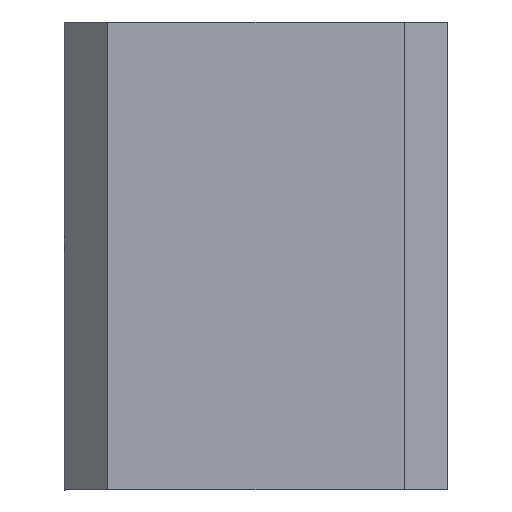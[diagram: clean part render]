
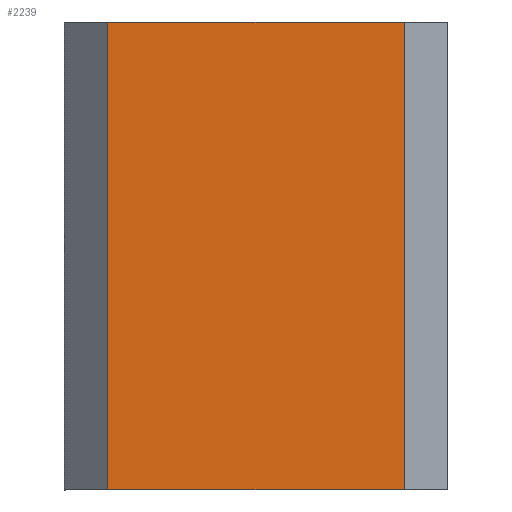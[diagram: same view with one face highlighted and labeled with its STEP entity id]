
A CAD part, front view. The second image highlights one B-rep face of the part: STEP entity #2239.
In plain terms, the highlighted planar face has unit normal (0, -1, 0).
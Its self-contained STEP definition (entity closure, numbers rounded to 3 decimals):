
#63=FACE_OUTER_BOUND('',#176,.T.);
#176=EDGE_LOOP('',(#1484,#1485,#1486,#1487));
#303=LINE('',#3104,#611);
#306=LINE('',#3110,#614);
#307=LINE('',#3112,#615);
#308=LINE('',#3113,#616);
#611=VECTOR('',#2514,10.);
#614=VECTOR('',#2519,10.);
#615=VECTOR('',#2520,10.);
#616=VECTOR('',#2521,10.);
#915=VERTEX_POINT('',#3101);
#916=VERTEX_POINT('',#3103);
#918=VERTEX_POINT('',#3109);
#919=VERTEX_POINT('',#3111);
#1140=EDGE_CURVE('',#915,#916,#303,.T.);
#1143=EDGE_CURVE('',#918,#915,#306,.T.);
#1144=EDGE_CURVE('',#919,#918,#307,.T.);
#1145=EDGE_CURVE('',#916,#919,#308,.T.);
#1484=ORIENTED_EDGE('',*,*,#1140,.F.);
#1485=ORIENTED_EDGE('',*,*,#1143,.F.);
#1486=ORIENTED_EDGE('',*,*,#1144,.F.);
#1487=ORIENTED_EDGE('',*,*,#1145,.F.);
#2136=PLANE('',#2354);
#2239=ADVANCED_FACE('',(#63),#2136,.T.);
#2354=AXIS2_PLACEMENT_3D('',#3108,#2517,#2518);
#2514=DIRECTION('',(0.,0.,-1.));
#2517=DIRECTION('center_axis',(0.,-1.,0.));
#2518=DIRECTION('ref_axis',(1.,0.,0.));
#2519=DIRECTION('',(1.,0.,0.));
#2520=DIRECTION('',(0.,0.,1.));
#2521=DIRECTION('',(-1.,0.,0.));
#3101=CARTESIAN_POINT('',(7.25,-16.,26.));
#3103=CARTESIAN_POINT('',(7.25,-16.,-6.));
#3104=CARTESIAN_POINT('',(7.25,-16.,0.));
#3108=CARTESIAN_POINT('Origin',(-16.,-16.,0.));
#3109=CARTESIAN_POINT('',(-13.,-16.,26.));
#3110=CARTESIAN_POINT('',(-16.,-16.,26.));
#3111=CARTESIAN_POINT('',(-13.,-16.,-6.));
#3112=CARTESIAN_POINT('',(-13.,-16.,0.));
#3113=CARTESIAN_POINT('',(10.25,-16.,-6.));
